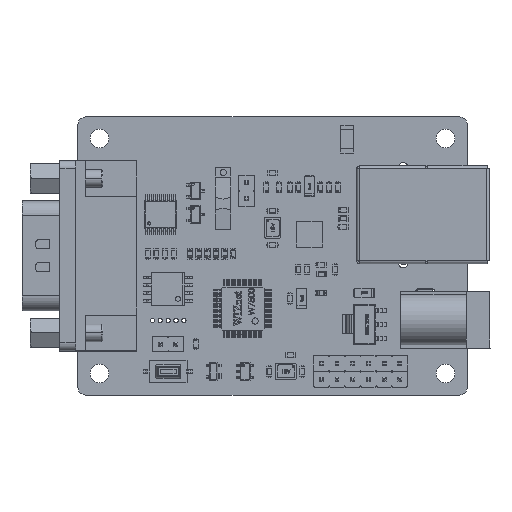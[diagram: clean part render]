
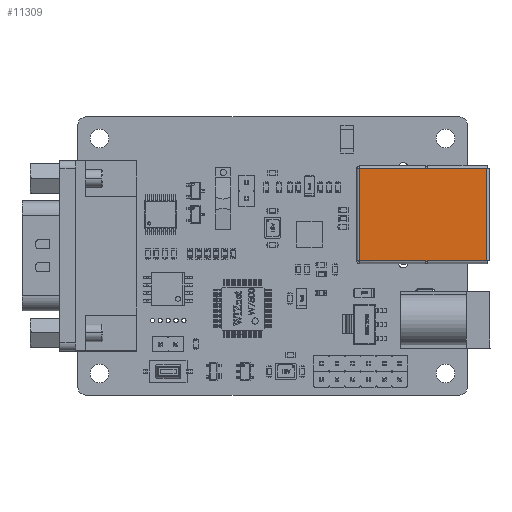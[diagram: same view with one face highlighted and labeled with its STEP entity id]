
A CAD part, top view. The second image highlights one B-rep face of the part: STEP entity #11309.
In plain terms, the highlighted face is planar.
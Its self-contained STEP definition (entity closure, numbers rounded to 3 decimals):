
#11186 = VERTEX_POINT('',#11187);
#11187 = CARTESIAN_POINT('',(-7.45,12.67,10.475));
#11211 = VERTEX_POINT('',#11212);
#11212 = CARTESIAN_POINT('',(7.45,12.67,10.475));
#11309 = ADVANCED_FACE('',(#11310),#11372,.T.);
#11310 = FACE_BOUND('',#11311,.T.);
#11311 = EDGE_LOOP('',(#11312,#11320,#11326,#11334,#11342,#11350,#11358,
    #11366));
#11312 = ORIENTED_EDGE('',*,*,#11313,.T.);
#11313 = EDGE_CURVE('',#11314,#11186,#11316,.T.);
#11314 = VERTEX_POINT('',#11315);
#11315 = CARTESIAN_POINT('',(-7.45,12.67,0.89));
#11316 = LINE('',#11317,#11318);
#11317 = CARTESIAN_POINT('',(-7.45,12.67,0.89));
#11318 = VECTOR('',#11319,1.);
#11319 = DIRECTION('',(0.,0.,1.));
#11320 = ORIENTED_EDGE('',*,*,#11321,.T.);
#11321 = EDGE_CURVE('',#11186,#11211,#11322,.T.);
#11322 = LINE('',#11323,#11324);
#11323 = CARTESIAN_POINT('',(-7.45,12.67,10.475));
#11324 = VECTOR('',#11325,1.);
#11325 = DIRECTION('',(1.,0.,0.));
#11326 = ORIENTED_EDGE('',*,*,#11327,.T.);
#11327 = EDGE_CURVE('',#11211,#11328,#11330,.T.);
#11328 = VERTEX_POINT('',#11329);
#11329 = CARTESIAN_POINT('',(7.45,12.67,0.89));
#11330 = LINE('',#11331,#11332);
#11331 = CARTESIAN_POINT('',(7.45,12.67,10.575));
#11332 = VECTOR('',#11333,1.);
#11333 = DIRECTION('',(0.,0.,-1.));
#11334 = ORIENTED_EDGE('',*,*,#11335,.T.);
#11335 = EDGE_CURVE('',#11328,#11336,#11338,.T.);
#11336 = VERTEX_POINT('',#11337);
#11337 = CARTESIAN_POINT('',(7.45,12.67,0.575));
#11338 = LINE('',#11339,#11340);
#11339 = CARTESIAN_POINT('',(7.45,12.67,10.575));
#11340 = VECTOR('',#11341,1.);
#11341 = DIRECTION('',(0.,0.,-1.));
#11342 = ORIENTED_EDGE('',*,*,#11343,.F.);
#11343 = EDGE_CURVE('',#11344,#11336,#11346,.T.);
#11344 = VERTEX_POINT('',#11345);
#11345 = CARTESIAN_POINT('',(7.45,12.67,-10.125));
#11346 = LINE('',#11347,#11348);
#11347 = CARTESIAN_POINT('',(7.45,12.67,-10.125));
#11348 = VECTOR('',#11349,1.);
#11349 = DIRECTION('',(0.,0.,1.));
#11350 = ORIENTED_EDGE('',*,*,#11351,.T.);
#11351 = EDGE_CURVE('',#11344,#11352,#11354,.T.);
#11352 = VERTEX_POINT('',#11353);
#11353 = CARTESIAN_POINT('',(-7.45,12.67,-10.125));
#11354 = LINE('',#11355,#11356);
#11355 = CARTESIAN_POINT('',(7.45,12.67,-10.125));
#11356 = VECTOR('',#11357,1.);
#11357 = DIRECTION('',(-1.,0.,0.));
#11358 = ORIENTED_EDGE('',*,*,#11359,.T.);
#11359 = EDGE_CURVE('',#11352,#11360,#11362,.T.);
#11360 = VERTEX_POINT('',#11361);
#11361 = CARTESIAN_POINT('',(-7.45,12.67,0.575));
#11362 = LINE('',#11363,#11364);
#11363 = CARTESIAN_POINT('',(-7.45,12.67,10.575));
#11364 = VECTOR('',#11365,1.);
#11365 = DIRECTION('',(0.,0.,1.));
#11366 = ORIENTED_EDGE('',*,*,#11367,.T.);
#11367 = EDGE_CURVE('',#11360,#11314,#11368,.T.);
#11368 = LINE('',#11369,#11370);
#11369 = CARTESIAN_POINT('',(-7.45,12.67,10.575));
#11370 = VECTOR('',#11371,1.);
#11371 = DIRECTION('',(0.,0.,1.));
#11372 = PLANE('',#11373);
#11373 = AXIS2_PLACEMENT_3D('',#11374,#11375,#11376);
#11374 = CARTESIAN_POINT('',(0.,12.67,0.));
#11375 = DIRECTION('',(0.,1.,0.));
#11376 = DIRECTION('',(0.,0.,1.));
